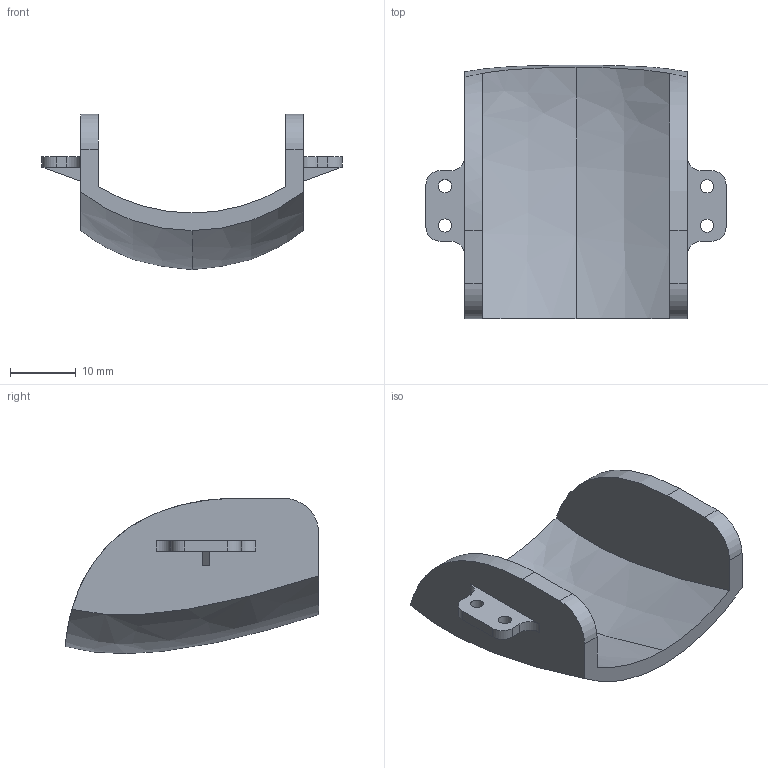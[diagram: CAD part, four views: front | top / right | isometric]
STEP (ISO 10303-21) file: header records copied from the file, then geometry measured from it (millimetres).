
FILE_DESCRIPTION(/* description */ (''),/* implementation_level */ '2;1');
FILE_NAME(/* name */ '3.3 Calf_muscle_support.stp',/* time_stamp */ '2023-04-13T12:05:10+06:00',/* author */ ('shailesh suthar'),/* organization */ (''),/* preprocessor_version */ 'ST-DEVELOPER v18.1',/* originating_system */ 'Autodesk Inventor 2022',/* authorisation */ '');
FILE_SCHEMA (('AUTOMOTIVE_DESIGN { 1 0 10303 214 3 1 1 }'));
Length unit declared in the file: millimetre
Products named in the file (1): 3.3 Calf_muscle_support
Bounding box: 45.77 x 38.68 x 23.68 mm (x, y, z)
Volume: 5989.4 mm3; surface area: 5284.3 mm2
Topology: 1 solids, 1 shells, 46 faces, 122 edges, 80 vertices
Faces by surface type: plane 25, cylinder 14, bspline 7
Full cylindrical faces by diameter (mm): 2 x4
Entity records: 1561 total; most frequent: CARTESIAN_POINT 390, ORIENTED_EDGE 244, DIRECTION 214, EDGE_CURVE 122, VERTEX_POINT 80, AXIS2_PLACEMENT_3D 72, LINE 70, VECTOR 70
